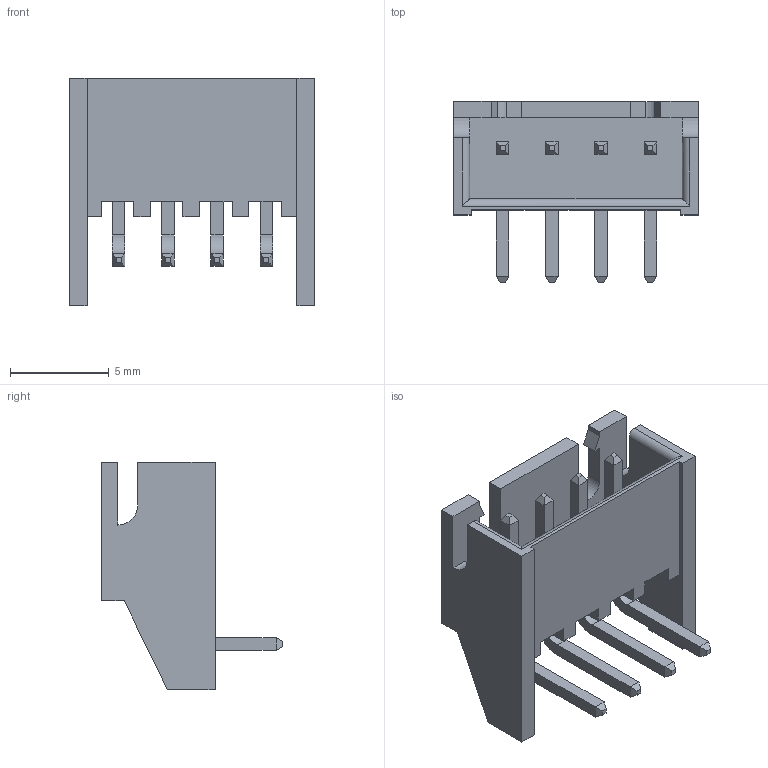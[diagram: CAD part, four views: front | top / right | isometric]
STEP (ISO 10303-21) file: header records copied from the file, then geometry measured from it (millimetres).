
FILE_DESCRIPTION (( 'STEP AP214' ), '1' );
FILE_NAME ('7CAF70A4-8682-4DB0-8A9A-28004ADE5FE4.STEP', '2025-02-15T14:55:33', ( '' ), ( '' ), 'SwSTEP 2.0', 'SolidWorks 2022', '' );
FILE_SCHEMA (( 'AUTOMOTIVE_DESIGN' ));
Length unit declared in the file: inch
Products named in the file (1): 7CAF70A4-8682-4DB0-8A9A-28004ADE5FE4
Bounding box: 12.4 x 9.14 x 11.51 mm (x, y, z)
Volume: 265.9 mm3; surface area: 764.5 mm2
Topology: 1 solids, 1 shells, 147 faces, 377 edges, 240 vertices
Faces by surface type: plane 132, cylinder 15
Entity records: 5152 total; most frequent: CARTESIAN_POINT 771, ORIENTED_EDGE 754, DIRECTION 697, EDGE_CURVE 377, LINE 349, VECTOR 349, VERTEX_POINT 240, AXIS2_PLACEMENT_3D 174
